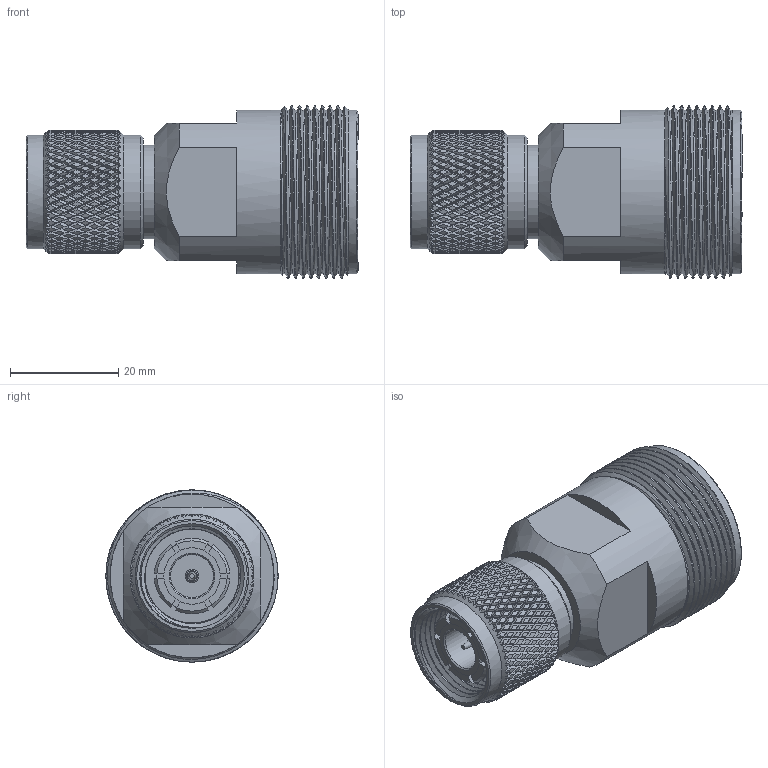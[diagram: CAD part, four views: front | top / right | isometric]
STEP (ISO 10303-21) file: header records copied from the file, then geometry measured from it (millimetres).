
FILE_DESCRIPTION (( 'STEP AP203' ), '1' );
FILE_NAME ('PE9413_3D.step', '2021-12-08T21:52:04', ( '' ), ( '' ), 'SwSTEP 2.0', 'SolidWorks 2021', '' );
FILE_SCHEMA (( 'CONFIG_CONTROL_DESIGN' ));
Length unit declared in the file: inch
Products named in the file (1): PE9413_3D
Bounding box: 61.21 x 31.75 x 31.75 mm (x, y, z)
Volume: 26675.3 mm3; surface area: 11829.5 mm2
Topology: 1 solids, 1 shells, 2488 faces, 5286 edges, 2812 vertices
Faces by surface type: bspline 1926, cylinder 459, plane 76, cone 27
Full cylindrical faces by diameter (mm): 1.593 x1, 2.54 x1, 4.401 x1, 6.35 x1, 7.874 x1, 12.954 x1, 16.722 x1, 17.326 x2, 20.923 x2, 30.215 x2
Entity records: 113573 total; most frequent: CARTESIAN_POINT 81689, ORIENTED_EDGE 10500, EDGE_CURVE 5250, VERTEX_POINT 2802, EDGE_LOOP 2526, FACE_OUTER_BOUND 2501, ADVANCED_FACE 2488, B_SPLINE_CURVE_WITH_KNOTS 2338
